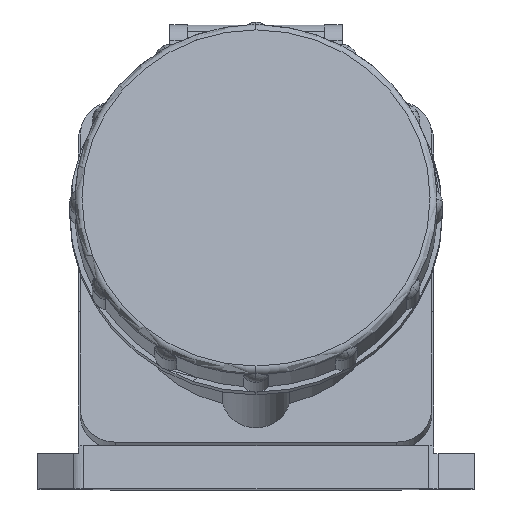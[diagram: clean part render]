
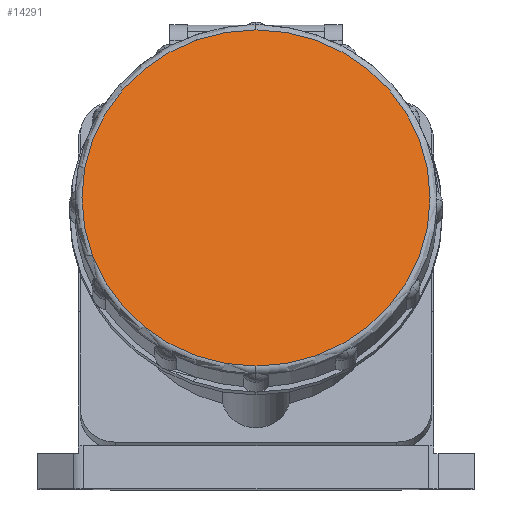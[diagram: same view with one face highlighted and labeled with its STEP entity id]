
A CAD part, top view. The second image highlights one B-rep face of the part: STEP entity #14291.
In plain terms, the highlighted planar face has unit normal (0, 0.259, 0.966).
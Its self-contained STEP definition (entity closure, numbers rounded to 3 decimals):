
#1594 = ORIENTED_EDGE ( 'NONE', *, *, #6392, .T. ) ;
#4736 = AXIS2_PLACEMENT_3D ( 'NONE', #10013, #31063, #13038 ) ;
#6392 = EDGE_CURVE ( 'NONE', #31397, #17116, #26049, .T. ) ;
#7354 = PLANE ( 'NONE',  #34447 ) ;
#10013 = CARTESIAN_POINT ( 'NONE',  ( 0., 82.589, 63.281 ) ) ;
#10332 = DIRECTION ( 'NONE',  ( 0., 0.259, 0.966 ) ) ;
#11950 = EDGE_CURVE ( 'NONE', #17116, #31397, #22249, .T. ) ;
#13038 = DIRECTION ( 'NONE',  ( 0., -0.966, 0.259 ) ) ;
#13454 = CARTESIAN_POINT ( 'NONE',  ( 0., 82.589, 63.281 ) ) ;
#13477 = ORIENTED_EDGE ( 'NONE', *, *, #11950, .T. ) ;
#14291 = ADVANCED_FACE ( 'NONE', ( #37937 ), #7354, .T. ) ;
#16485 = DIRECTION ( 'NONE',  ( 0., -0.966, 0.259 ) ) ;
#17116 = VERTEX_POINT ( 'NONE', #23940 ) ;
#22249 = CIRCLE ( 'NONE', #37638, 49.5 ) ;
#22310 = CARTESIAN_POINT ( 'NONE',  ( 0., 82.589, 63.281 ) ) ;
#23940 = CARTESIAN_POINT ( 'NONE',  ( 0., 130.402, 50.469 ) ) ;
#26049 = CIRCLE ( 'NONE', #4736, 49.5 ) ;
#26534 = CARTESIAN_POINT ( 'NONE',  ( 0., 34.776, 76.092 ) ) ;
#27197 = EDGE_LOOP ( 'NONE', ( #1594, #13477 ) ) ;
#31063 = DIRECTION ( 'NONE',  ( 0., 0.259, 0.966 ) ) ;
#31397 = VERTEX_POINT ( 'NONE', #26534 ) ;
#31415 = DIRECTION ( 'NONE',  ( 0., -0.966, 0.259 ) ) ;
#34447 = AXIS2_PLACEMENT_3D ( 'NONE', #22310, #10332, #31415 ) ;
#34516 = DIRECTION ( 'NONE',  ( 0., 0.259, 0.966 ) ) ;
#37638 = AXIS2_PLACEMENT_3D ( 'NONE', #13454, #34516, #16485 ) ;
#37937 = FACE_OUTER_BOUND ( 'NONE', #27197, .T. ) ;
